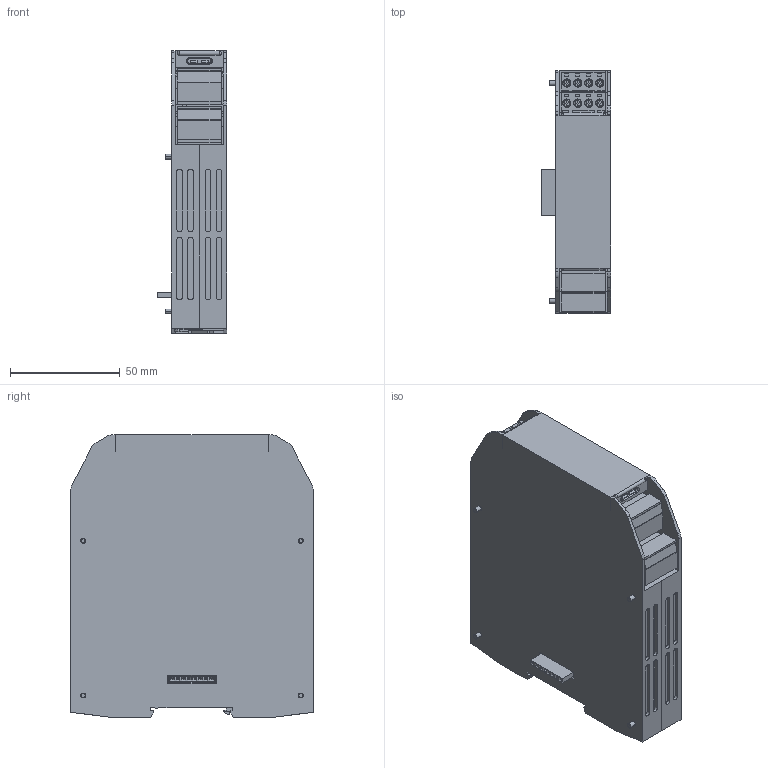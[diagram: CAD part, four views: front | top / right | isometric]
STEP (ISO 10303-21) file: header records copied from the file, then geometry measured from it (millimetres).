
FILE_DESCRIPTION((''),'2;1');
FILE_NAME('174030_SM01_ASM','2022-04-25T12:42:06',('PDMAdmin'),('BANNER ENGINEERING'),'CREO PARAMETRIC BY PTC INC, 2019292','CREO PARAMETRIC BY PTC INC, 2019292','');
FILE_SCHEMA(('CONFIG_CONTROL_DESIGN'));
Products named in the file (2): 174030_EP01; 174030_SM01_ASM
Assembly tree (1 placements, depth 2):
  174030_SM01_ASM
    174030_EP01
Bounding box: 31.65 x 110.16 x 128.35 mm (x, y, z)
Volume: 315697.5 mm3; surface area: 62246.8 mm2
Topology: 1 solids, 1 shells, 2097 faces, 6032 edges, 3945 vertices
Faces by surface type: plane 1711, cylinder 308, cone 38, torus 36, sphere 4
Entity records: 69337 total; most frequent: CARTESIAN_POINT 13801, ORIENTED_EDGE 12056, DIRECTION 10812, EDGE_CURVE 6028, VECTOR 5108, LINE 5108, VERTEX_POINT 3945, AXIS2_PLACEMENT_3D 2852
